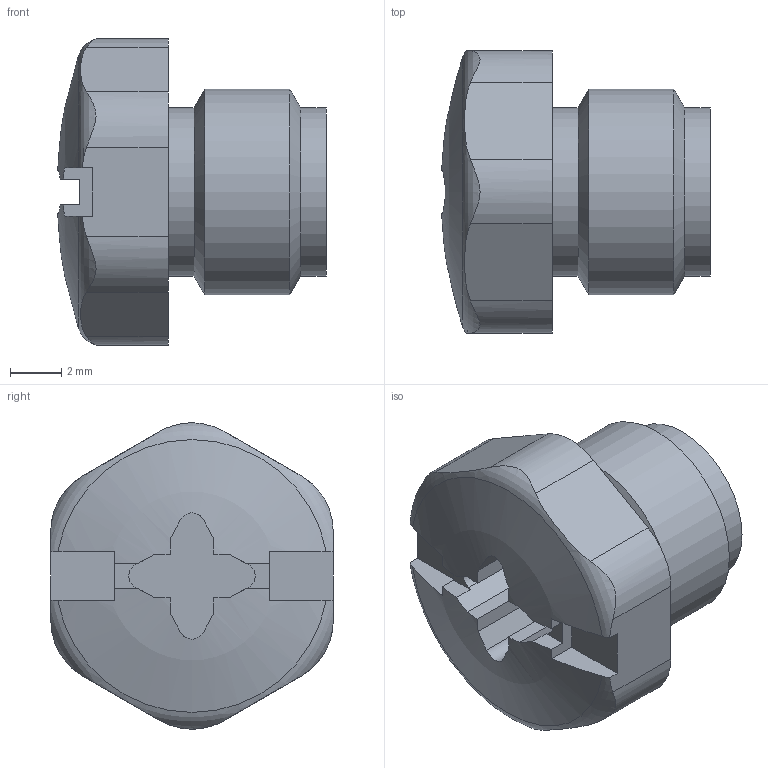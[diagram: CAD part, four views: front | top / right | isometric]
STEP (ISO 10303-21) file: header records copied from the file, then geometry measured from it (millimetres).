
FILE_DESCRIPTION(/* description */ ('STEP AP214'),/* implementation_level */ '2;1');
FILE_NAME(/* name */ '177672_ISK-M8',/* time_stamp */ '2024-08-29T14:14:28+02:00',/* author */ ('License CC BY-ND 4.0'),/* organization */ ('CADENAS'),/* preprocessor_version */ 'ST-DEVELOPER v19.3',/* originating_system */ 'PARTsolutions',/* authorisation */ ' ');
FILE_SCHEMA (('CONFIG_CONTROL_DESIGN','AUTOMOTIVE_DESIGN {1 0 10303 214 3 1 1}'));
Length unit declared in the file: millimetre
Products named in the file (1): 177672 ISK-M8
Bounding box: 10.46 x 11 x 11.93 mm (x, y, z)
Volume: 451.1 mm3; surface area: 664.7 mm2
Topology: 1 solids, 1 shells, 61 faces, 166 edges, 109 vertices
Faces by surface type: plane 40, cylinder 14, torus 3, sphere 2, cone 2
Full cylindrical faces by diameter (mm): 5.8 x1, 6.55 x2, 8 x1
Entity records: 1970 total; most frequent: CARTESIAN_POINT 414, ORIENTED_EDGE 318, DIRECTION 314, EDGE_CURVE 159, AXIS2_PLACEMENT_3D 113, VERTEX_POINT 109, LINE 88, VECTOR 88
